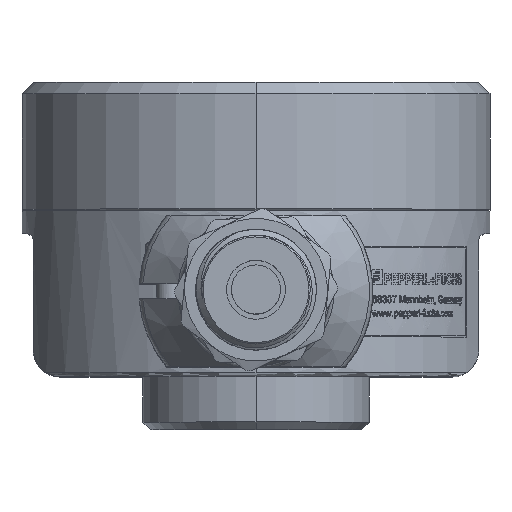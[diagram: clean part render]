
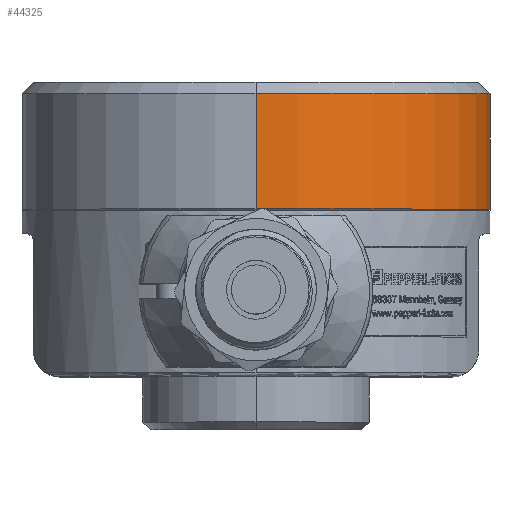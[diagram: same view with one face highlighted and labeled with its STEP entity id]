
A CAD part, top view. The second image highlights one B-rep face of the part: STEP entity #44325.
In plain terms, the highlighted cylindrical face has radius 31 mm (diameter 62 mm), a partial arc.
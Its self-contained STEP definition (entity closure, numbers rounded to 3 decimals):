
#23381=CARTESIAN_POINT('',(0.,29.2,0.));
#23382=DIRECTION('',(0.,-1.,0.));
#23383=DIRECTION('',(0.,0.,-1.));
#23384=AXIS2_PLACEMENT_3D('',#23381,#23382,#23383);
#23403=DIRECTION('',(0.,1.,0.));
#23404=VECTOR('',#23403,15.3);
#23405=CARTESIAN_POINT('',(0.,29.2,-31.));
#23406=LINE('',#23405,#23404);
#23410=DIRECTION('',(0.,1.,0.));
#23411=VECTOR('',#23410,15.3);
#23412=CARTESIAN_POINT('',(0.,29.2,31.));
#23413=LINE('',#23412,#23411);
#23417=CARTESIAN_POINT('',(0.,44.5,0.));
#23418=DIRECTION('',(0.,1.,0.));
#23419=DIRECTION('',(0.,0.,1.));
#23420=AXIS2_PLACEMENT_3D('',#23417,#23418,#23419);
#34953=CARTESIAN_POINT('',(0.,29.2,31.));
#34955=VERTEX_POINT('',#34953);
#34957=CARTESIAN_POINT('',(0.,29.2,-31.));
#34959=VERTEX_POINT('',#34957);
#34987=CARTESIAN_POINT('',(0.,44.5,-31.));
#34989=VERTEX_POINT('',#34987);
#34991=CARTESIAN_POINT('',(0.,44.5,31.));
#34993=VERTEX_POINT('',#34991);
#44311=CARTESIAN_POINT('',(0.,52.395,0.));
#44312=DIRECTION('',(0.,1.,0.));
#44313=DIRECTION('',(0.,0.,-1.));
#44314=AXIS2_PLACEMENT_3D('',#44311,#44312,#44313);
#44315=CYLINDRICAL_SURFACE('',#44314,31.);
#44317=ORIENTED_EDGE('',*,*,#44316,.T.);
#44319=ORIENTED_EDGE('',*,*,#44318,.F.);
#44320=ORIENTED_EDGE('',*,*,#44301,.T.);
#44322=ORIENTED_EDGE('',*,*,#44321,.T.);
#44323=EDGE_LOOP('',(#44317,#44319,#44320,#44322));
#44324=FACE_OUTER_BOUND('',#44323,.F.);
#44325=ADVANCED_FACE('',(#44324),#44315,.T.);
#23385=CIRCLE('',#23384,31.);
#23421=CIRCLE('',#23420,31.);
#44301=EDGE_CURVE('',#34959,#34955,#23385,.T.);
#44316=EDGE_CURVE('',#34993,#34989,#23421,.T.);
#44318=EDGE_CURVE('',#34959,#34989,#23406,.T.);
#44321=EDGE_CURVE('',#34955,#34993,#23413,.T.);
